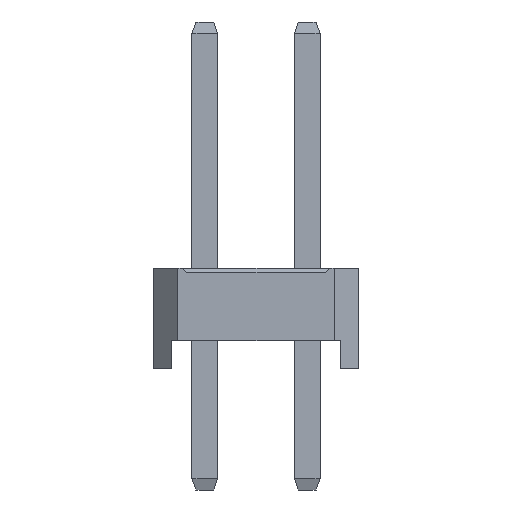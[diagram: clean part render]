
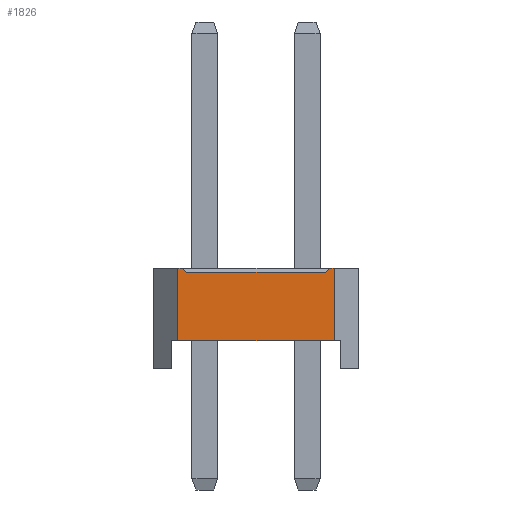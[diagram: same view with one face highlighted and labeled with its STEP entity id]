
A CAD part, left-side view. The second image highlights one B-rep face of the part: STEP entity #1826.
In plain terms, the highlighted planar face has unit normal (-1, 0, 0).
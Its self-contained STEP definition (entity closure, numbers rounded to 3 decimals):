
#1826=ADVANCED_FACE('',(#7590),#7592,.T.);
#7590=FACE_BOUND('',#7591,.T.);
#7591=EDGE_LOOP('',(#12109,#12110,#12111,#12112,#12113,#12114,#12115,#12116));
#7592=PLANE('',#7593);
#7593=AXIS2_PLACEMENT_3D('',#7594,#7595,#7596);
#7594=CARTESIAN_POINT('',(-1.27,3.21,0.));
#7595=DIRECTION('',(-1.,0.,0.));
#7596=DIRECTION('',(0.,-1.,0.));
#12109=ORIENTED_EDGE('',*,*,#14926,.F.);
#12110=ORIENTED_EDGE('',*,*,#14927,.T.);
#12111=ORIENTED_EDGE('',*,*,#14928,.F.);
#12112=ORIENTED_EDGE('',*,*,#14334,.F.);
#12113=ORIENTED_EDGE('',*,*,#14929,.F.);
#12114=ORIENTED_EDGE('',*,*,#14112,.T.);
#12115=ORIENTED_EDGE('',*,*,#14925,.T.);
#12116=ORIENTED_EDGE('',*,*,#14338,.F.);
#14112=EDGE_CURVE('',#15720,#15718,#15721,.T.);
#14334=EDGE_CURVE('',#16162,#16164,#16165,.T.);
#14338=EDGE_CURVE('',#16170,#16172,#16173,.T.);
#14925=EDGE_CURVE('',#15718,#16172,#17149,.T.);
#14926=EDGE_CURVE('',#17150,#16170,#17151,.F.);
#14927=EDGE_CURVE('',#17150,#17152,#17153,.T.);
#14928=EDGE_CURVE('',#16164,#17152,#17154,.F.);
#14929=EDGE_CURVE('',#15720,#16162,#17155,.T.);
#15718=VERTEX_POINT('',#18326);
#15720=VERTEX_POINT('',#18330);
#15721=LINE('',#18331,#18332);
#16162=VERTEX_POINT('',#19214);
#16164=VERTEX_POINT('',#19218);
#16165=LINE('',#19219,#19220);
#16170=VERTEX_POINT('',#19230);
#16172=VERTEX_POINT('',#19234);
#16173=LINE('',#19235,#19236);
#17149=LINE('',#21385,#21386);
#17150=VERTEX_POINT('',#21388);
#17151=LINE('',#21389,#21390);
#17152=VERTEX_POINT('',#21392);
#17153=LINE('',#21393,#21394);
#17154=LINE('',#21396,#21397);
#17155=LINE('',#21399,#21400);
#18326=CARTESIAN_POINT('',(-1.27,-0.67,0.7));
#18330=CARTESIAN_POINT('',(-1.27,3.21,0.7));
#18331=CARTESIAN_POINT('',(-1.27,3.21,0.7));
#18332=VECTOR('',#18333,1.);
#18333=DIRECTION('',(0.,-1.,0.));
#19214=CARTESIAN_POINT('',(-1.27,3.21,2.5));
#19218=CARTESIAN_POINT('',(-1.27,3.09,2.5));
#19219=CARTESIAN_POINT('',(-1.27,3.21,2.5));
#19220=VECTOR('',#19221,1.);
#19221=DIRECTION('',(0.,-1.,0.));
#19230=CARTESIAN_POINT('',(-1.27,-0.55,2.5));
#19234=CARTESIAN_POINT('',(-1.27,-0.67,2.5));
#19235=CARTESIAN_POINT('',(-1.27,-0.55,2.5));
#19236=VECTOR('',#19237,1.);
#19237=DIRECTION('',(0.,-1.,0.));
#21385=CARTESIAN_POINT('',(-1.27,-0.67,0.7));
#21386=VECTOR('',#21387,1.);
#21387=DIRECTION('',(0.,0.,1.));
#21388=CARTESIAN_POINT('',(-1.27,-0.45,2.4));
#21389=CARTESIAN_POINT('',(-1.27,-0.55,2.5));
#21390=VECTOR('',#21391,1.);
#21391=DIRECTION('',(0.,0.707,-0.707));
#21392=CARTESIAN_POINT('',(-1.27,2.99,2.4));
#21393=CARTESIAN_POINT('',(-1.27,-0.45,2.4));
#21394=VECTOR('',#21395,1.);
#21395=DIRECTION('',(0.,1.,0.));
#21396=CARTESIAN_POINT('',(-1.27,2.99,2.4));
#21397=VECTOR('',#21398,1.);
#21398=DIRECTION('',(0.,0.707,0.707));
#21399=CARTESIAN_POINT('',(-1.27,3.21,0.7));
#21400=VECTOR('',#21401,1.);
#21401=DIRECTION('',(0.,0.,1.));
